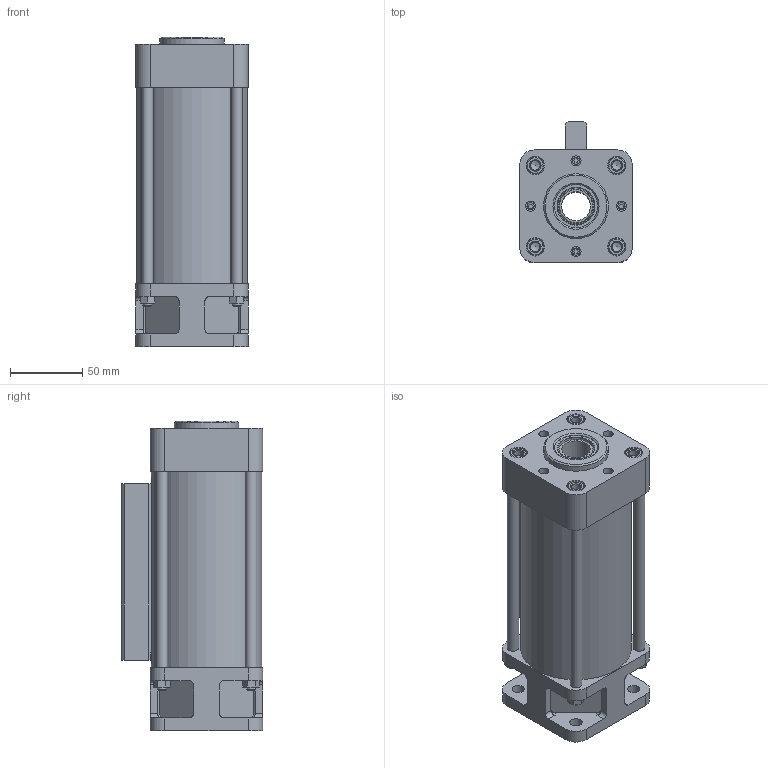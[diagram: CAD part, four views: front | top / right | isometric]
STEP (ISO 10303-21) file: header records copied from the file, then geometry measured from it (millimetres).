
FILE_DESCRIPTION(/* description */ ('STEP AP214'),/* implementation_level */ '2;1');
FILE_NAME(/* name */ '8072775_DACS-20-A-R3-S',/* time_stamp */ '2024-08-12T14:26:30+02:00',/* author */ ('License CC BY-ND 4.0'),/* organization */ ('CADENAS'),/* preprocessor_version */ 'ST-DEVELOPER v19.3',/* originating_system */ 'PARTsolutions',/* authorisation */ ' ');
FILE_SCHEMA (('AUTOMOTIVE_DESIGN {1 0 10303 214 3 1 1}'));
Length unit declared in the file: millimetre
Products named in the file (3): 8072775 DACS-20-A-R3-S---(high); 8072775 DACS-20-A-R3-S---(high_P); M6x0.75
Assembly tree (2 placements, depth 2):
  8072775 DACS-20-A-R3-S---(high)
    8072775 DACS-20-A-R3-S---(high_P)
    M6x0.75
Bounding box: 78 x 98.1 x 215 mm (x, y, z)
Volume: 966934.3 mm3; surface area: 116702.9 mm2
Topology: 2 solids, 2 shells, 323 faces, 773 edges, 500 vertices
Faces by surface type: plane 185, cylinder 88, cone 45, torus 5
Full cylindrical faces by diameter (mm): 3.3 x1, 4 x1, 5 x4, 5.188 x1, 6 x5, 6.647 x4, 7 x6, 7.4 x2, 8 x7, 8.5 x4, 8.566 x1, 20 x1, 26 x1, 30 x1, 45 x1, 45.5 x1, 77 x1
Entity records: 8885 total; most frequent: CARTESIAN_POINT 1730, DIRECTION 1452, ORIENTED_EDGE 1308, EDGE_CURVE 654, AXIS2_PLACEMENT_3D 536, FACE_BOUND 486, EDGE_LOOP 481, VERTEX_POINT 478
